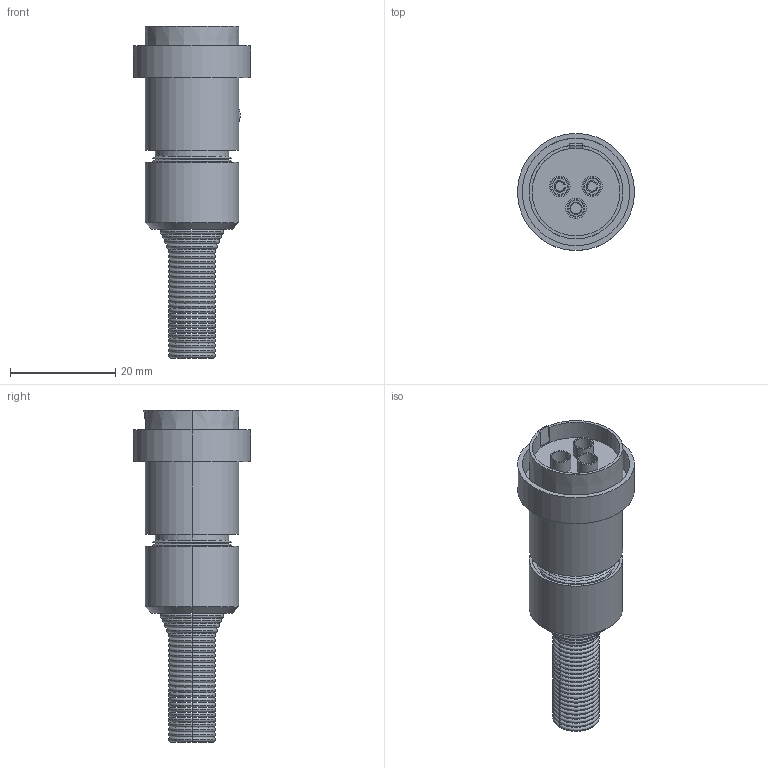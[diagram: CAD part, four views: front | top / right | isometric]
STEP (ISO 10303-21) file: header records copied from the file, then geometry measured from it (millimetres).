
FILE_DESCRIPTION (( 'STEP AP203' ), '1' );
FILE_NAME ('A1617-1-CN.STEP', '2013-11-19T14:13:29', ( '' ), ( '' ), 'SwSTEP 2.0', 'SolidWorks 2012', '' );
FILE_SCHEMA (( 'CONFIG_CONTROL_DESIGN' ));
Length unit declared in the file: inch
Products named in the file (1): A1617-1-CN
Bounding box: 22.23 x 22.23 x 63.05 mm (x, y, z)
Volume: 9334.2 mm3; surface area: 6423.3 mm2
Topology: 28 solids, 28 shells, 207 faces, 434 edges, 247 vertices
Faces by surface type: torus 108, cylinder 40, plane 36, cone 23
Entity records: 5715 total; most frequent: DIRECTION 1154, CARTESIAN_POINT 963, ORIENTED_EDGE 864, AXIS2_PLACEMENT_3D 528, EDGE_CURVE 432, CIRCLE 320, VERTEX_POINT 247, EDGE_LOOP 225
